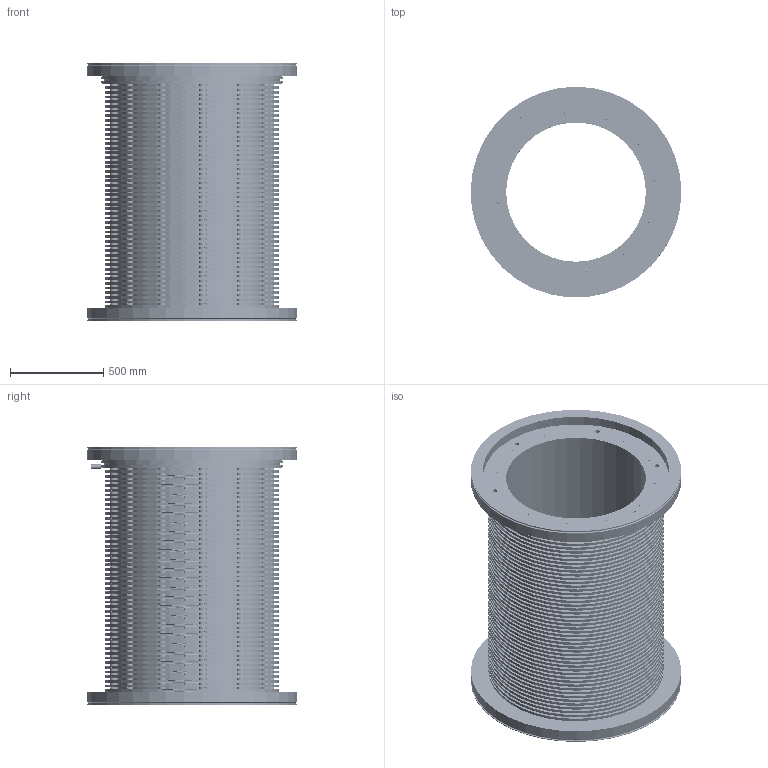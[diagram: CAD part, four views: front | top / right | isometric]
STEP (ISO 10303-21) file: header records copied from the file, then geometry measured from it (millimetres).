
FILE_DESCRIPTION (( 'STEP AP203' ), '1' );
FILE_NAME ('Next100_FieldCageTTX_Send.STEP', '2011-10-13T12:20:37', ( 'piratas' ), ( 'bucaneros' ), 'SwSTEP 2.0', 'SolidWorks 2011', '' );
FILE_SCHEMA (( 'CONFIG_CONTROL_DESIGN' ));
Length unit declared in the file: millimetre
Products named in the file (14): Next100_FieldCageTTX_Send; Screw DIN7991 M4x20.SLDPRT_799100__4_20-mattssons; NEXT100_TTX_FC; RingHV1; Resist; Pieza1^RingHV1; RingHV; NExt100HV_SIPM; Next100_20kV Gate HV Rigid Connector2; Ring; Next100_PeekInsulatorHV_SIPM; Screw DIN912-A2 M8x45_Default; Next100_PeekCircularSupport; Next100_FC_Peek_Cicular_SealSupportPMT
Assembly tree (96 placements, depth 3):
  Next100_FieldCageTTX_Send
    RingHV1  x48
      RingHV
      Resist
    Screw DIN912-A2 M8x45_Default  x24
    Next100_PeekCircularSupport  x12
    Next100_FC_Peek_Cicular_SealSupportPMT  x2
    Screw DIN7991 M4x20.SLDPRT_799100__4_20-mattssons
    NExt100HV_SIPM
      Next100_20kV Gate HV Rigid Connector2
      Ring  x2
      Next100_PeekInsulatorHV_SIPM
    NEXT100_TTX_FC
  Pieza1^RingHV1
Bounding box: 1130 x 1130 x 1385 mm (x, y, z)
Volume: 140045315.7 mm3; surface area: 23283830.4 mm2
Topology: 188 solids, 188 shells, 8847 faces, 19198 edges, 11978 vertices
Faces by surface type: cylinder 4895, plane 2192, torus 1124, bspline 384, cone 252
Entity records: 32081 total; most frequent: CARTESIAN_POINT 6670, DIRECTION 5198, ORIENTED_EDGE 4052, AXIS2_PLACEMENT_3D 2252, EDGE_CURVE 2026, VERTEX_POINT 1250, CIRCLE 1224, EDGE_LOOP 1126
